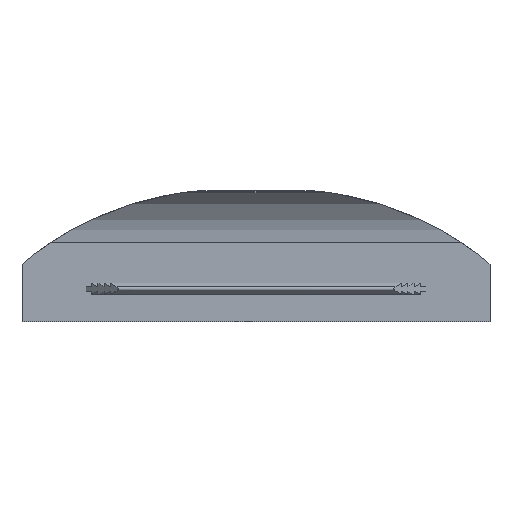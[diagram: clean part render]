
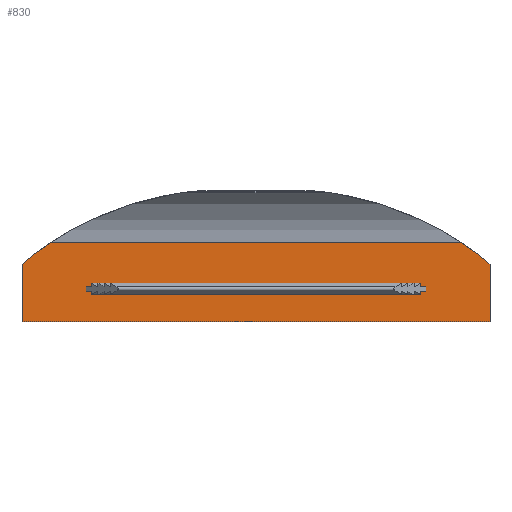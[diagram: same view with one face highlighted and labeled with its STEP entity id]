
A CAD part, front view. The second image highlights one B-rep face of the part: STEP entity #830.
In plain terms, the highlighted planar face has unit normal (0, -1, 0).
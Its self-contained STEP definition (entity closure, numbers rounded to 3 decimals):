
#23 = VECTOR ( 'NONE', #948, 1000. ) ;
#34 = CARTESIAN_POINT ( 'NONE',  ( 53., 10., 5. ) ) ;
#54 = DIRECTION ( 'NONE',  ( -1., 0., 0. ) ) ;
#70 = VERTEX_POINT ( 'NONE', #1630 ) ;
#98 = CARTESIAN_POINT ( 'NONE',  ( -73., 10., 7.75 ) ) ;
#104 = ORIENTED_EDGE ( 'NONE', *, *, #397, .F. ) ;
#120 = VECTOR ( 'NONE', #330, 1000. ) ;
#122 = VERTEX_POINT ( 'NONE', #141 ) ;
#141 = CARTESIAN_POINT ( 'NONE',  ( 53., 10., 0.7 ) ) ;
#186 = CARTESIAN_POINT ( 'NONE',  ( 73., 10., -10.25 ) ) ;
#206 = EDGE_CURVE ( 'NONE', #1377, #266, #318, .T. ) ;
#240 = LINE ( 'NONE', #1694, #1115 ) ;
#264 = DIRECTION ( 'NONE',  ( 0., -1., 0. ) ) ;
#266 = VERTEX_POINT ( 'NONE', #1584 ) ;
#282 = EDGE_CURVE ( 'NONE', #1920, #1282, #240, .T. ) ;
#307 = LINE ( 'NONE', #34, #120 ) ;
#318 = LINE ( 'NONE', #1055, #1458 ) ;
#330 = DIRECTION ( 'NONE',  ( 0., 0., -1. ) ) ;
#332 = CIRCLE ( 'NONE', #611, 100. ) ;
#365 = LINE ( 'NONE', #719, #1530 ) ;
#375 = EDGE_CURVE ( 'NONE', #481, #70, #1427, .T. ) ;
#378 = DIRECTION ( 'NONE',  ( 0., 1., 0. ) ) ;
#397 = EDGE_CURVE ( 'NONE', #122, #1308, #725, .T. ) ;
#421 = VERTEX_POINT ( 'NONE', #862 ) ;
#481 = VERTEX_POINT ( 'NONE', #1327 ) ;
#519 = ORIENTED_EDGE ( 'NONE', *, *, #206, .T. ) ;
#540 = EDGE_CURVE ( 'NONE', #122, #1920, #307, .T. ) ;
#552 = VECTOR ( 'NONE', #1653, 1000. ) ;
#557 = ORIENTED_EDGE ( 'NONE', *, *, #1024, .T. ) ;
#611 = AXIS2_PLACEMENT_3D ( 'NONE', #1306, #264, #1020 ) ;
#632 = DIRECTION ( 'NONE',  ( 0., 0., -1. ) ) ;
#654 = DIRECTION ( 'NONE',  ( 0., 0., -1. ) ) ;
#659 = CARTESIAN_POINT ( 'NONE',  ( 73., 10., -0.7 ) ) ;
#719 = CARTESIAN_POINT ( 'NONE',  ( -53., 10., 5. ) ) ;
#725 = LINE ( 'NONE', #1299, #848 ) ;
#738 = AXIS2_PLACEMENT_3D ( 'NONE', #1131, #1432, #1884 ) ;
#746 = DIRECTION ( 'NONE',  ( -1., 0., 0. ) ) ;
#830 = ADVANCED_FACE ( 'NONE', ( #962, #1540 ), #1112, .F. ) ;
#839 = EDGE_LOOP ( 'NONE', ( #104, #1194, #1447, #1678 ) ) ;
#848 = VECTOR ( 'NONE', #1461, 1000. ) ;
#860 = ORIENTED_EDGE ( 'NONE', *, *, #1114, .T. ) ;
#862 = CARTESIAN_POINT ( 'NONE',  ( -63.848, 10., 14.55 ) ) ;
#894 = LINE ( 'NONE', #186, #552 ) ;
#916 = EDGE_LOOP ( 'NONE', ( #860, #557, #519, #1612, #1799, #1762 ) ) ;
#925 = AXIS2_PLACEMENT_3D ( 'NONE', #1720, #378, #1567 ) ;
#948 = DIRECTION ( 'NONE',  ( 0., 0., -1. ) ) ;
#962 = FACE_BOUND ( 'NONE', #839, .T. ) ;
#1020 = DIRECTION ( 'NONE',  ( 0., 0., 1. ) ) ;
#1024 = EDGE_CURVE ( 'NONE', #421, #1377, #332, .T. ) ;
#1055 = CARTESIAN_POINT ( 'NONE',  ( -73., 10., 0.7 ) ) ;
#1077 = CARTESIAN_POINT ( 'NONE',  ( -53., 10., -0.7 ) ) ;
#1085 = CARTESIAN_POINT ( 'NONE',  ( -53., 10., 0.7 ) ) ;
#1112 = PLANE ( 'NONE',  #738 ) ;
#1114 = EDGE_CURVE ( 'NONE', #481, #421, #1501, .T. ) ;
#1115 = VECTOR ( 'NONE', #54, 1000. ) ;
#1131 = CARTESIAN_POINT ( 'NONE',  ( 73., 10., -0.7 ) ) ;
#1192 = EDGE_CURVE ( 'NONE', #1749, #266, #894, .T. ) ;
#1194 = ORIENTED_EDGE ( 'NONE', *, *, #540, .T. ) ;
#1264 = LINE ( 'NONE', #659, #23 ) ;
#1282 = VERTEX_POINT ( 'NONE', #1077 ) ;
#1299 = CARTESIAN_POINT ( 'NONE',  ( 73., 10., 0.7 ) ) ;
#1306 = CARTESIAN_POINT ( 'NONE',  ( -8.88, 10., -68.987 ) ) ;
#1308 = VERTEX_POINT ( 'NONE', #1085 ) ;
#1313 = EDGE_CURVE ( 'NONE', #70, #1749, #1264, .T. ) ;
#1314 = CARTESIAN_POINT ( 'NONE',  ( 73., 10., -10.25 ) ) ;
#1327 = CARTESIAN_POINT ( 'NONE',  ( 63.848, 10., 14.55 ) ) ;
#1377 = VERTEX_POINT ( 'NONE', #98 ) ;
#1427 = CIRCLE ( 'NONE', #925, 100. ) ;
#1432 = DIRECTION ( 'NONE',  ( 0., 1., 0. ) ) ;
#1447 = ORIENTED_EDGE ( 'NONE', *, *, #282, .T. ) ;
#1458 = VECTOR ( 'NONE', #632, 1000. ) ;
#1461 = DIRECTION ( 'NONE',  ( -1., 0., 0. ) ) ;
#1501 = LINE ( 'NONE', #1523, #1765 ) ;
#1523 = CARTESIAN_POINT ( 'NONE',  ( 73., 10., 14.55 ) ) ;
#1530 = VECTOR ( 'NONE', #654, 1000. ) ;
#1540 = FACE_OUTER_BOUND ( 'NONE', #916, .T. ) ;
#1567 = DIRECTION ( 'NONE',  ( 0., 0., 1. ) ) ;
#1584 = CARTESIAN_POINT ( 'NONE',  ( -73., 10., -10.25 ) ) ;
#1612 = ORIENTED_EDGE ( 'NONE', *, *, #1192, .F. ) ;
#1630 = CARTESIAN_POINT ( 'NONE',  ( 73., 10., 7.75 ) ) ;
#1653 = DIRECTION ( 'NONE',  ( -1., 0., 0. ) ) ;
#1678 = ORIENTED_EDGE ( 'NONE', *, *, #1700, .F. ) ;
#1687 = CARTESIAN_POINT ( 'NONE',  ( 53., 10., -0.7 ) ) ;
#1694 = CARTESIAN_POINT ( 'NONE',  ( 73., 10., -0.7 ) ) ;
#1700 = EDGE_CURVE ( 'NONE', #1308, #1282, #365, .T. ) ;
#1720 = CARTESIAN_POINT ( 'NONE',  ( 8.88, 10., -68.987 ) ) ;
#1749 = VERTEX_POINT ( 'NONE', #1314 ) ;
#1762 = ORIENTED_EDGE ( 'NONE', *, *, #375, .F. ) ;
#1765 = VECTOR ( 'NONE', #746, 1000. ) ;
#1799 = ORIENTED_EDGE ( 'NONE', *, *, #1313, .F. ) ;
#1884 = DIRECTION ( 'NONE',  ( 0., 0., 1. ) ) ;
#1920 = VERTEX_POINT ( 'NONE', #1687 ) ;
